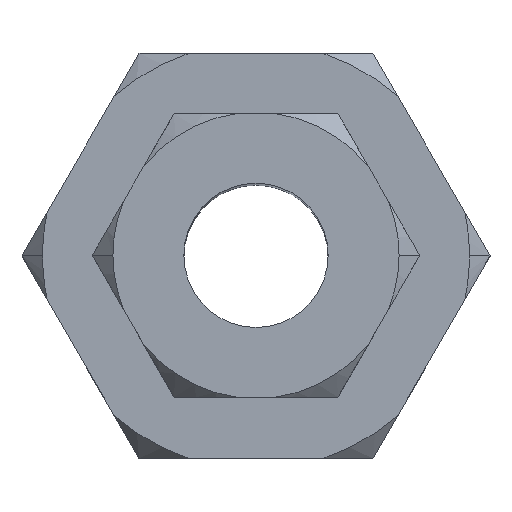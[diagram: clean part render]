
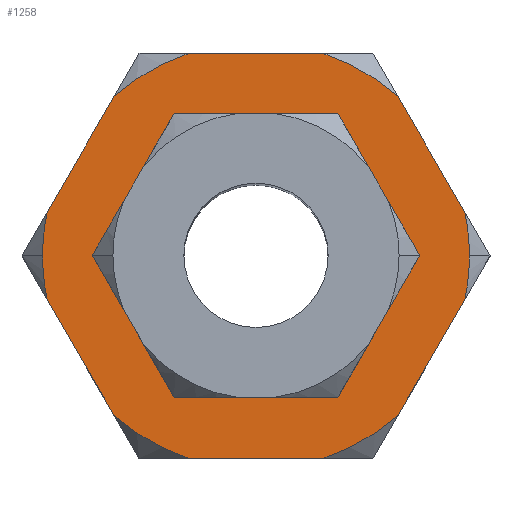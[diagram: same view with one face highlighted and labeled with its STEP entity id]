
A CAD part, top view. The second image highlights one B-rep face of the part: STEP entity #1258.
In plain terms, the highlighted planar face has unit normal (0, 0, 1).
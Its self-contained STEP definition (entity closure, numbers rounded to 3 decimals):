
#134=CARTESIAN_POINT('',(342.471,-52.6,122.525));
#135=VERTEX_POINT('',#134);
#151=CARTESIAN_POINT('',(381.471,-52.6,122.525));
#152=VERTEX_POINT('',#151);
#159=CARTESIAN_POINT('',(361.971,-52.6,122.525));
#160=DIRECTION('',(0.0,0.0,-1.0));
#161=DIRECTION('',(-1.0,0.0,0.0));
#162=AXIS2_PLACEMENT_3D('',#159,#160,#161);
#163=CIRCLE('',#162,19.5);
#164=EDGE_CURVE('',#135,#152,#163,.T.);
#174=CARTESIAN_POINT('',(393.035,-52.6,122.525));
#175=VERTEX_POINT('',#174);
#184=CARTESIAN_POINT('',(392.384,-58.922,122.525));
#185=VERTEX_POINT('',#184);
#186=CARTESIAN_POINT('',(361.971,-52.6,122.525));
#187=DIRECTION('',(0.0,0.0,1.0));
#188=DIRECTION('',(1.0,0.0,0.0));
#189=AXIS2_PLACEMENT_3D('',#186,#187,#188);
#190=CIRCLE('',#189,31.064);
#191=EDGE_CURVE('',#185,#175,#190,.T.);
#216=CARTESIAN_POINT('',(330.907,-52.6,122.525));
#217=VERTEX_POINT('',#216);
#224=CARTESIAN_POINT('',(331.557,-58.922,122.525));
#225=VERTEX_POINT('',#224);
#239=CARTESIAN_POINT('',(361.971,-52.6,122.525));
#240=DIRECTION('',(0.0,0.0,1.0));
#241=DIRECTION('',(1.0,0.0,0.0));
#242=AXIS2_PLACEMENT_3D('',#239,#240,#241);
#243=CIRCLE('',#242,31.064);
#244=EDGE_CURVE('',#217,#225,#243,.T.);
#753=CARTESIAN_POINT('',(331.557,-46.278,122.525));
#754=VERTEX_POINT('',#753);
#755=CARTESIAN_POINT('',(361.971,-52.6,122.525));
#756=DIRECTION('',(0.0,0.0,1.0));
#757=DIRECTION('',(1.0,0.0,0.0));
#758=AXIS2_PLACEMENT_3D('',#755,#756,#757);
#759=CIRCLE('',#758,31.064);
#760=EDGE_CURVE('',#754,#217,#759,.T.);
#783=CARTESIAN_POINT('',(352.239,-82.1,122.525));
#784=VERTEX_POINT('',#783);
#800=CARTESIAN_POINT('',(341.289,-75.778,122.525));
#801=VERTEX_POINT('',#800);
#802=CARTESIAN_POINT('',(361.971,-52.6,122.525));
#803=DIRECTION('',(0.0,0.0,1.0));
#804=DIRECTION('',(1.0,0.0,0.0));
#805=AXIS2_PLACEMENT_3D('',#802,#803,#804);
#806=CIRCLE('',#805,31.064);
#807=EDGE_CURVE('',#801,#784,#806,.T.);
#832=CARTESIAN_POINT('',(352.239,-23.1,122.525));
#833=VERTEX_POINT('',#832);
#847=CARTESIAN_POINT('',(341.289,-29.422,122.525));
#848=VERTEX_POINT('',#847);
#862=CARTESIAN_POINT('',(361.971,-52.6,122.525));
#863=DIRECTION('',(0.0,0.0,1.0));
#864=DIRECTION('',(1.0,0.0,0.0));
#865=AXIS2_PLACEMENT_3D('',#862,#863,#864);
#866=CIRCLE('',#865,31.064);
#867=EDGE_CURVE('',#833,#848,#866,.T.);
#879=CARTESIAN_POINT('',(382.653,-29.422,122.525));
#880=VERTEX_POINT('',#879);
#894=CARTESIAN_POINT('',(371.702,-23.1,122.525));
#895=VERTEX_POINT('',#894);
#909=CARTESIAN_POINT('',(361.971,-52.6,122.525));
#910=DIRECTION('',(0.0,0.0,1.0));
#911=DIRECTION('',(1.0,0.0,0.0));
#912=AXIS2_PLACEMENT_3D('',#909,#910,#911);
#913=CIRCLE('',#912,31.064);
#914=EDGE_CURVE('',#880,#895,#913,.T.);
#924=CARTESIAN_POINT('',(382.653,-75.778,122.525));
#925=VERTEX_POINT('',#924);
#941=CARTESIAN_POINT('',(371.702,-82.1,122.525));
#942=VERTEX_POINT('',#941);
#943=CARTESIAN_POINT('',(361.971,-52.6,122.525));
#944=DIRECTION('',(0.0,0.0,1.0));
#945=DIRECTION('',(1.0,0.0,0.0));
#946=AXIS2_PLACEMENT_3D('',#943,#944,#945);
#947=CIRCLE('',#946,31.064);
#948=EDGE_CURVE('',#942,#925,#947,.T.);
#972=CARTESIAN_POINT('',(392.384,-46.278,122.525));
#973=VERTEX_POINT('',#972);
#987=CARTESIAN_POINT('',(361.971,-52.6,122.525));
#988=DIRECTION('',(0.0,0.0,1.0));
#989=DIRECTION('',(1.0,0.0,0.0));
#990=AXIS2_PLACEMENT_3D('',#987,#988,#989);
#991=CIRCLE('',#990,31.064);
#992=EDGE_CURVE('',#175,#973,#991,.T.);
#1074=CARTESIAN_POINT('',(382.653,-29.422,122.525));
#1075=DIRECTION('',(0.5,-0.866,0.0));
#1076=VECTOR('',#1075,19.463);
#1077=LINE('',#1074,#1076);
#1078=EDGE_CURVE('',#880,#973,#1077,.T.);
#1105=CARTESIAN_POINT('',(352.239,-23.1,122.525));
#1106=DIRECTION('',(1.0,0.0,0.0));
#1107=VECTOR('',#1106,19.463);
#1108=LINE('',#1105,#1107);
#1109=EDGE_CURVE('',#833,#895,#1108,.T.);
#1131=CARTESIAN_POINT('',(331.557,-46.278,122.525));
#1132=DIRECTION('',(0.5,0.866,0.0));
#1133=VECTOR('',#1132,19.463);
#1134=LINE('',#1131,#1133);
#1135=EDGE_CURVE('',#754,#848,#1134,.T.);
#1148=CARTESIAN_POINT('',(361.971,-52.6,122.525));
#1149=DIRECTION('',(0.0,0.0,-1.0));
#1150=DIRECTION('',(-1.0,0.0,0.0));
#1151=AXIS2_PLACEMENT_3D('',#1148,#1149,#1150);
#1152=CIRCLE('',#1151,19.5);
#1153=EDGE_CURVE('',#152,#135,#1152,.T.);
#1168=CARTESIAN_POINT('',(392.384,-58.922,122.525));
#1169=DIRECTION('',(-0.5,-0.866,0.0));
#1170=VECTOR('',#1169,19.463);
#1171=LINE('',#1168,#1170);
#1172=EDGE_CURVE('',#185,#925,#1171,.T.);
#1194=CARTESIAN_POINT('',(371.702,-82.1,122.525));
#1195=DIRECTION('',(-1.0,0.0,0.0));
#1196=VECTOR('',#1195,19.463);
#1197=LINE('',#1194,#1196);
#1198=EDGE_CURVE('',#942,#784,#1197,.T.);
#1220=CARTESIAN_POINT('',(341.289,-75.778,122.525));
#1221=DIRECTION('',(-0.5,0.866,0.0));
#1222=VECTOR('',#1221,19.463);
#1223=LINE('',#1220,#1222);
#1224=EDGE_CURVE('',#801,#225,#1223,.T.);
#1233=CARTESIAN_POINT('',(344.939,-23.1,122.525));
#1234=DIRECTION('',(0.0,0.0,-1.0));
#1235=DIRECTION('',(-1.0,0.0,0.0));
#1236=AXIS2_PLACEMENT_3D('',#1233,#1234,#1235);
#1237=PLANE('',#1236);
#1238=ORIENTED_EDGE('',*,*,#191,.T.);
#1239=ORIENTED_EDGE('',*,*,#992,.T.);
#1240=ORIENTED_EDGE('',*,*,#1078,.F.);
#1241=ORIENTED_EDGE('',*,*,#914,.T.);
#1242=ORIENTED_EDGE('',*,*,#1109,.F.);
#1243=ORIENTED_EDGE('',*,*,#867,.T.);
#1244=ORIENTED_EDGE('',*,*,#1135,.F.);
#1245=ORIENTED_EDGE('',*,*,#760,.T.);
#1246=ORIENTED_EDGE('',*,*,#244,.T.);
#1247=ORIENTED_EDGE('',*,*,#1224,.F.);
#1248=ORIENTED_EDGE('',*,*,#807,.T.);
#1249=ORIENTED_EDGE('',*,*,#1198,.F.);
#1250=ORIENTED_EDGE('',*,*,#948,.T.);
#1251=ORIENTED_EDGE('',*,*,#1172,.F.);
#1252=EDGE_LOOP('',(#1238,#1239,#1240,#1241,#1242,#1243,#1244,#1245,#1246,#1247,#1248,#1249,#1250,#1251));
#1253=FACE_OUTER_BOUND('',#1252,.T.);
#1254=ORIENTED_EDGE('',*,*,#164,.T.);
#1255=ORIENTED_EDGE('',*,*,#1153,.T.);
#1256=EDGE_LOOP('',(#1254,#1255));
#1257=FACE_BOUND('',#1256,.T.);
#1258=ADVANCED_FACE('',(#1253,#1257),#1237,.F.);
